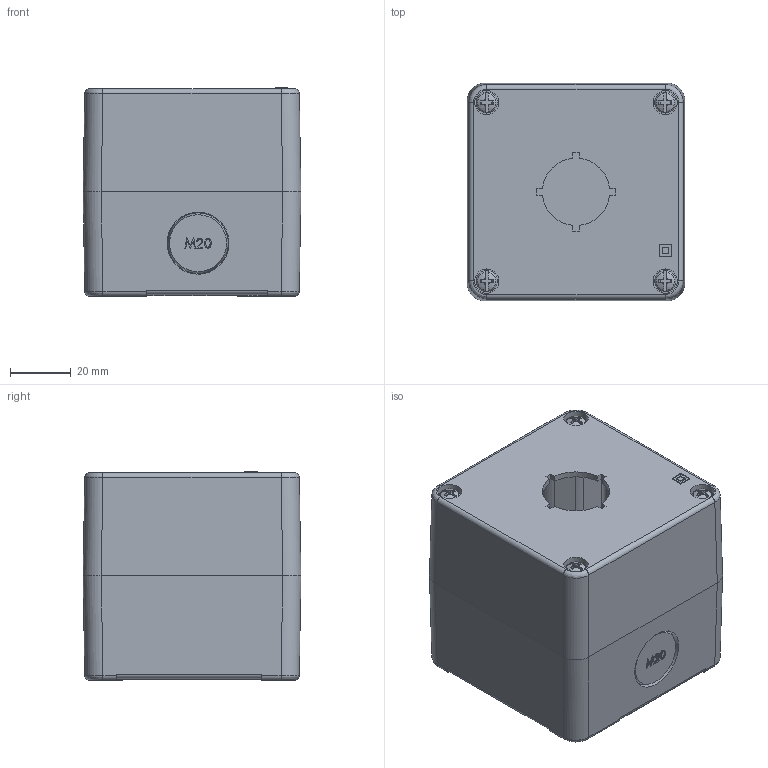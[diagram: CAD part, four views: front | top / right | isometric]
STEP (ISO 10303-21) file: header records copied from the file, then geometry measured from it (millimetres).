
FILE_DESCRIPTION(/* description */ (''),/* implementation_level */ '2;1');
FILE_NAME(/* name */ 'SILH22_1.stp',/* time_stamp */ '2016-07-14T10:15:56+02:00',/* author */ ('mharscher'),/* organization */ (''),/* preprocessor_version */ 'ST-DEVELOPER v15.2',/* originating_system */ 'Autodesk Inventor 2014',/* authorisation */ '');
FILE_SCHEMA (('CONFIG_CONTROL_DESIGN'));
Products named in the file (1): SILH22_1
Bounding box: 72 x 72 x 68.8 mm (x, y, z)
Volume: 115360.5 mm3; surface area: 54511.7 mm2
Topology: 1 solids, 5 shells, 1645 faces, 4520 edges, 3016 vertices
Faces by surface type: plane 1074, bspline 386, cylinder 144, cone 25, torus 8, sphere 8
Full cylindrical faces by diameter (mm): 0.159 x1, 0.162 x1, 0.724 x1, 0.812 x1, 2.8 x4, 3.2 x16, 3.5 x4, 5 x4, 5.891 x1, 6 x1, 7 x4, 7.225 x1, 7.6 x4, 8 x4, 16.2 x1, 20.5 x2
Entity records: 67612 total; most frequent: CARTESIAN_POINT 28518, ORIENTED_EDGE 8806, DIRECTION 6689, EDGE_CURVE 4403, LINE 3179, VECTOR 3179, VERTEX_POINT 2966, EDGE_LOOP 1819
